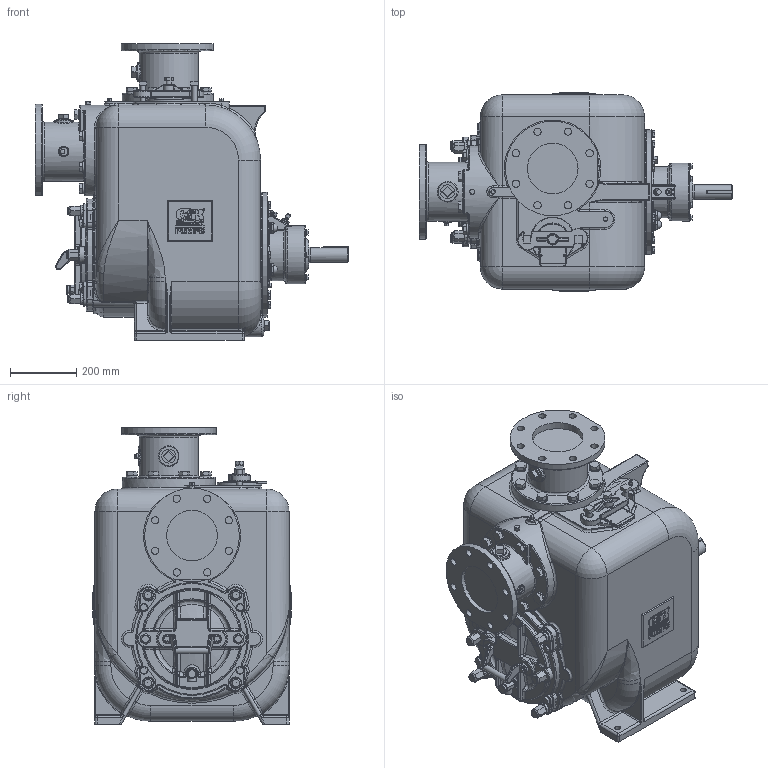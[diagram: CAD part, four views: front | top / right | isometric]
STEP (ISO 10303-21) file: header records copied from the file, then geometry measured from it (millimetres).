
FILE_DESCRIPTION(/* description */ ('Unknown'),/* implementation_level */ '2;1');
FILE_NAME(/* name */ '17612',/* time_stamp */ '2026-01-29T08:55:27-05:00',/* author */ ('KMW'),/* organization */ ('The Gorman-Rupp Company'),/* preprocessor_version */ 'ST-DEVELOPER v16.7',/* originating_system */ 'DEX',/* authorisation */ $);
FILE_SCHEMA (('CONFIG_CONTROL_DESIGN'));
Products named in the file (1): 17612
Bounding box: 944.94 x 596.26 x 892.96 mm (x, y, z)
Volume: 203399124.6 mm3; surface area: 3047066.8 mm2
Topology: 1 solids, 69 shells, 4310 faces, 10469 edges, 6262 vertices
Faces by surface type: plane 1905, cylinder 1029, bspline 617, torus 545, sphere 126, cone 88
Full cylindrical faces by diameter (mm): 2.388 x2, 2.527 x2, 2.845 x2, 3.048 x2, 3.175 x2, 7.925 x12, 8.738 x1, 9.093 x1, 9.525 x8, 9.779 x8, 10.716 x2, 11.1 x2, 11.112 x4, 12.7 x23, 13.005 x16, 13.462 x2, 14.287 x4, 15.875 x3, 16.271 x12, 17.348 x8, 17.526 x4, 18.258 x1, 18.863 x8, 19.05 x5, 19.812 x4, 21.209 x8, 21.996 x8, 22 x8, 22.174 x16, 22.225 x6
Entity records: 160695 total; most frequent: CARTESIAN_POINT 35140, DIRECTION 20044, ORIENTED_EDGE 19274, EDGE_CURVE 9637, AXIS2_PLACEMENT_3D 7717, VERTEX_POINT 6052, FACE_BOUND 5035, EDGE_LOOP 5013
